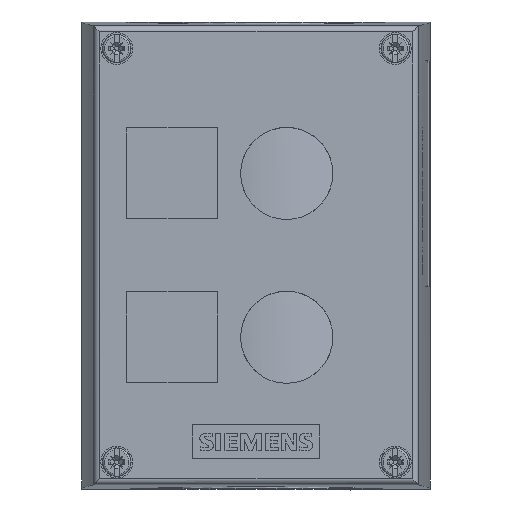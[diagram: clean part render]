
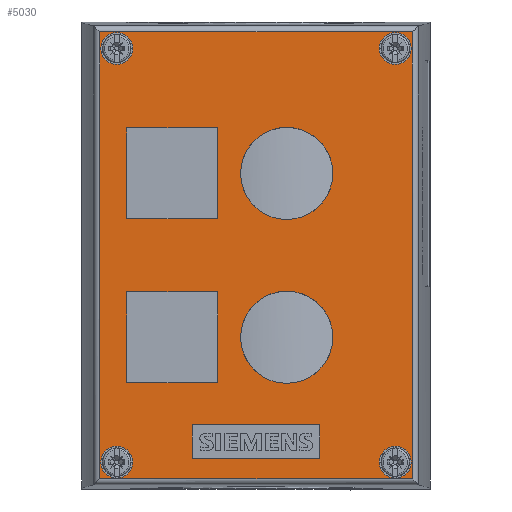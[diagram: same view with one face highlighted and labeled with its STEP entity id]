
A CAD part, top view. The second image highlights one B-rep face of the part: STEP entity #5030.
In plain terms, the highlighted planar face has unit normal (0, 0, 1).
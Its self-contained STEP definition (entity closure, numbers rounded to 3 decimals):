
#5030=ADVANCED_FACE('',(#11228,#11229,#11230,#11231,#11232,#11233,#11234,#11235,#11236,#11237),#11238,.T.);
#11228=FACE_OUTER_BOUND('',#18240,.T.);
#11229=FACE_BOUND('',#18241,.T.);
#11230=FACE_BOUND('',#18242,.T.);
#11231=FACE_BOUND('',#18243,.T.);
#11232=FACE_BOUND('',#18244,.T.);
#11233=FACE_BOUND('',#18245,.T.);
#11234=FACE_BOUND('',#18246,.T.);
#11235=FACE_BOUND('',#18247,.T.);
#11236=FACE_BOUND('',#18248,.T.);
#11237=FACE_BOUND('',#18249,.T.);
#11238=PLANE('',#18250);
#18240=EDGE_LOOP('',(#38946,#38947,#38948,#38949));
#18241=EDGE_LOOP('',(#38950,#38951));
#18242=EDGE_LOOP('',(#38952,#38953));
#18243=EDGE_LOOP('',(#38954,#38955));
#18244=EDGE_LOOP('',(#38956,#38957));
#18245=EDGE_LOOP('',(#38958,#38959,#38960,#38961));
#18246=EDGE_LOOP('',(#38962,#38963,#38964,#38965));
#18247=EDGE_LOOP('',(#38966,#38967,#38968,#38969));
#18248=EDGE_LOOP('',(#38970,#38971));
#18249=EDGE_LOOP('',(#38972,#38973));
#18250=AXIS2_PLACEMENT_3D('',#38974,#38975,#38976);
#38946=ORIENTED_EDGE('',*,*,#44050,.T.);
#38947=ORIENTED_EDGE('',*,*,#44039,.F.);
#38948=ORIENTED_EDGE('',*,*,#44053,.F.);
#38949=ORIENTED_EDGE('',*,*,#44054,.F.);
#38950=ORIENTED_EDGE('',*,*,#40221,.T.);
#38951=ORIENTED_EDGE('',*,*,#43583,.T.);
#38952=ORIENTED_EDGE('',*,*,#40216,.T.);
#38953=ORIENTED_EDGE('',*,*,#43587,.T.);
#38954=ORIENTED_EDGE('',*,*,#40211,.T.);
#38955=ORIENTED_EDGE('',*,*,#43591,.T.);
#38956=ORIENTED_EDGE('',*,*,#40206,.T.);
#38957=ORIENTED_EDGE('',*,*,#43595,.T.);
#38958=ORIENTED_EDGE('',*,*,#43976,.T.);
#38959=ORIENTED_EDGE('',*,*,#43985,.T.);
#38960=ORIENTED_EDGE('',*,*,#43982,.T.);
#38961=ORIENTED_EDGE('',*,*,#43979,.T.);
#38962=ORIENTED_EDGE('',*,*,#44007,.T.);
#38963=ORIENTED_EDGE('',*,*,#44015,.T.);
#38964=ORIENTED_EDGE('',*,*,#44013,.T.);
#38965=ORIENTED_EDGE('',*,*,#44010,.T.);
#38966=ORIENTED_EDGE('',*,*,#44024,.T.);
#38967=ORIENTED_EDGE('',*,*,#44032,.T.);
#38968=ORIENTED_EDGE('',*,*,#44030,.T.);
#38969=ORIENTED_EDGE('',*,*,#44027,.T.);
#38970=ORIENTED_EDGE('',*,*,#40201,.T.);
#38971=ORIENTED_EDGE('',*,*,#44034,.T.);
#38972=ORIENTED_EDGE('',*,*,#40196,.T.);
#38973=ORIENTED_EDGE('',*,*,#44036,.T.);
#38974=CARTESIAN_POINT('',(42.518,114.2,64.0));
#38975=DIRECTION('',(0.0,0.0,1.0));
#38976=DIRECTION('',(1.0,0.0,0.0));
#40196=EDGE_CURVE('',#44084,#44088,#44090,.T.);
#40201=EDGE_CURVE('',#44093,#44097,#44099,.T.);
#40206=EDGE_CURVE('',#44102,#44106,#44108,.T.);
#40211=EDGE_CURVE('',#44111,#44115,#44117,.T.);
#40216=EDGE_CURVE('',#44120,#44124,#44126,.T.);
#40221=EDGE_CURVE('',#44129,#44133,#44135,.T.);
#43583=EDGE_CURVE('',#44133,#44129,#48956,.T.);
#43587=EDGE_CURVE('',#44124,#44120,#48960,.T.);
#43591=EDGE_CURVE('',#44115,#44111,#48964,.T.);
#43595=EDGE_CURVE('',#44106,#44102,#48968,.T.);
#43976=EDGE_CURVE('',#49536,#49534,#49537,.T.);
#43979=EDGE_CURVE('',#49540,#49536,#49541,.T.);
#43982=EDGE_CURVE('',#49544,#49540,#49545,.T.);
#43985=EDGE_CURVE('',#49534,#49544,#49548,.T.);
#44007=EDGE_CURVE('',#49576,#49578,#49580,.T.);
#44010=EDGE_CURVE('',#49582,#49576,#49584,.T.);
#44013=EDGE_CURVE('',#49586,#49582,#49588,.T.);
#44015=EDGE_CURVE('',#49578,#49586,#49590,.T.);
#44024=EDGE_CURVE('',#49601,#49603,#49605,.T.);
#44027=EDGE_CURVE('',#49607,#49601,#49609,.T.);
#44030=EDGE_CURVE('',#49611,#49607,#49613,.T.);
#44032=EDGE_CURVE('',#49603,#49611,#49615,.T.);
#44034=EDGE_CURVE('',#44097,#44093,#49617,.T.);
#44036=EDGE_CURVE('',#44088,#44084,#49619,.T.);
#44039=EDGE_CURVE('',#49621,#49623,#49624,.T.);
#44050=EDGE_CURVE('',#49638,#49623,#49639,.T.);
#44053=EDGE_CURVE('',#49642,#49621,#49643,.T.);
#44054=EDGE_CURVE('',#49638,#49642,#49644,.T.);
#44084=VERTEX_POINT('',#49682);
#44088=VERTEX_POINT('',#49720);
#44090=CIRCLE('',#49723,11.25);
#44093=VERTEX_POINT('',#49726);
#44097=VERTEX_POINT('',#49764);
#44099=CIRCLE('',#49767,11.25);
#44102=VERTEX_POINT('',#49770);
#44106=VERTEX_POINT('',#49775);
#44108=CIRCLE('',#49778,3.9);
#44111=VERTEX_POINT('',#49781);
#44115=VERTEX_POINT('',#49786);
#44117=CIRCLE('',#49789,3.9);
#44120=VERTEX_POINT('',#49792);
#44124=VERTEX_POINT('',#49797);
#44126=CIRCLE('',#49800,3.9);
#44129=VERTEX_POINT('',#49803);
#44133=VERTEX_POINT('',#49808);
#44135=CIRCLE('',#49811,3.9);
#48956=CIRCLE('',#57486,3.9);
#48960=CIRCLE('',#57490,3.9);
#48964=CIRCLE('',#57494,3.9);
#48968=CIRCLE('',#57498,3.9);
#49534=VERTEX_POINT('',#58273);
#49536=VERTEX_POINT('',#58276);
#49537=LINE('',#58277,#58278);
#49540=VERTEX_POINT('',#58282);
#49541=LINE('',#58283,#58284);
#49544=VERTEX_POINT('',#58288);
#49545=LINE('',#58289,#58290);
#49548=LINE('',#58294,#58295);
#49576=VERTEX_POINT('',#58335);
#49578=VERTEX_POINT('',#58338);
#49580=LINE('',#58341,#58342);
#49582=VERTEX_POINT('',#58344);
#49584=LINE('',#58347,#58348);
#49586=VERTEX_POINT('',#58350);
#49588=LINE('',#58353,#58354);
#49590=LINE('',#58356,#58357);
#49601=VERTEX_POINT('',#58372);
#49603=VERTEX_POINT('',#58375);
#49605=LINE('',#58378,#58379);
#49607=VERTEX_POINT('',#58381);
#49609=LINE('',#58384,#58385);
#49611=VERTEX_POINT('',#58387);
#49613=LINE('',#58390,#58391);
#49615=LINE('',#58393,#58394);
#49617=CIRCLE('',#58396,11.25);
#49619=CIRCLE('',#58398,11.25);
#49621=VERTEX_POINT('',#58400);
#49623=VERTEX_POINT('',#58402);
#49624=LINE('',#58403,#58404);
#49638=VERTEX_POINT('',#58426);
#49639=LINE('',#58427,#58428);
#49642=VERTEX_POINT('',#58431);
#49643=LINE('',#58432,#58433);
#49644=LINE('',#58434,#58435);
#49682=CARTESIAN_POINT('',(61.268,37.2,64.0));
#49720=CARTESIAN_POINT('',(38.768,37.2,64.0));
#49723=AXIS2_PLACEMENT_3D('',#58478,#58479,#58480);
#49726=CARTESIAN_POINT('',(61.268,77.2,64.0));
#49764=CARTESIAN_POINT('',(38.768,77.2,64.0));
#49767=AXIS2_PLACEMENT_3D('',#58483,#58484,#58485);
#49770=CARTESIAN_POINT('',(12.418,6.7,64.0));
#49775=CARTESIAN_POINT('',(4.618,6.7,64.0));
#49778=AXIS2_PLACEMENT_3D('',#58491,#58492,#58493);
#49781=CARTESIAN_POINT('',(12.418,107.7,64.0));
#49786=CARTESIAN_POINT('',(4.618,107.7,64.0));
#49789=AXIS2_PLACEMENT_3D('',#58499,#58500,#58501);
#49792=CARTESIAN_POINT('',(80.418,6.7,64.0));
#49797=CARTESIAN_POINT('',(72.618,6.7,64.0));
#49800=AXIS2_PLACEMENT_3D('',#58507,#58508,#58509);
#49803=CARTESIAN_POINT('',(80.418,107.7,64.0));
#49808=CARTESIAN_POINT('',(72.618,107.7,64.0));
#49811=AXIS2_PLACEMENT_3D('',#58515,#58516,#58517);
#57486=AXIS2_PLACEMENT_3D('',#61135,#61136,#61137);
#57490=AXIS2_PLACEMENT_3D('',#61141,#61142,#61143);
#57494=AXIS2_PLACEMENT_3D('',#61147,#61148,#61149);
#57498=AXIS2_PLACEMENT_3D('',#61153,#61154,#61155);
#58273=CARTESIAN_POINT('',(58.068,7.55,64.0));
#58276=CARTESIAN_POINT('',(58.068,15.85,64.0));
#58277=CARTESIAN_POINT('',(58.068,62.95,64.0));
#58278=VECTOR('',#61573,1.0);
#58282=CARTESIAN_POINT('',(26.968,15.85,64.0));
#58283=CARTESIAN_POINT('',(42.518,15.85,64.0));
#58284=VECTOR('',#61575,1.0);
#58288=CARTESIAN_POINT('',(26.968,7.55,64.0));
#58289=CARTESIAN_POINT('',(26.968,62.95,64.0));
#58290=VECTOR('',#61577,1.0);
#58294=CARTESIAN_POINT('',(42.518,7.55,64.0));
#58295=VECTOR('',#61579,1.0);
#58335=CARTESIAN_POINT('',(10.918,48.3,64.0));
#58338=CARTESIAN_POINT('',(33.118,48.3,64.0));
#58341=CARTESIAN_POINT('',(32.268,48.3,64.0));
#58342=VECTOR('',#61594,1.0);
#58344=CARTESIAN_POINT('',(10.918,26.1,64.0));
#58347=CARTESIAN_POINT('',(10.918,75.7,64.0));
#58348=VECTOR('',#61596,1.0);
#58350=CARTESIAN_POINT('',(33.118,26.1,64.0));
#58353=CARTESIAN_POINT('',(32.268,26.1,64.0));
#58354=VECTOR('',#61598,1.0);
#58356=CARTESIAN_POINT('',(33.118,75.7,64.0));
#58357=VECTOR('',#61599,1.0);
#58372=CARTESIAN_POINT('',(10.918,88.3,64.0));
#58375=CARTESIAN_POINT('',(33.118,88.3,64.0));
#58378=CARTESIAN_POINT('',(32.268,88.3,64.0));
#58379=VECTOR('',#61606,1.0);
#58381=CARTESIAN_POINT('',(10.918,66.1,64.0));
#58384=CARTESIAN_POINT('',(10.918,95.7,64.0));
#58385=VECTOR('',#61608,1.0);
#58387=CARTESIAN_POINT('',(33.118,66.1,64.0));
#58390=CARTESIAN_POINT('',(32.268,66.1,64.0));
#58391=VECTOR('',#61610,1.0);
#58393=CARTESIAN_POINT('',(33.118,95.7,64.0));
#58394=VECTOR('',#61611,1.0);
#58396=AXIS2_PLACEMENT_3D('',#61612,#61613,#61614);
#58398=AXIS2_PLACEMENT_3D('',#61615,#61616,#61617);
#58400=CARTESIAN_POINT('',(80.694,2.656,64.0));
#58402=CARTESIAN_POINT('',(4.341,2.656,64.0));
#58403=CARTESIAN_POINT('',(42.518,2.656,64.0));
#58404=VECTOR('',#61621,1.0);
#58426=CARTESIAN_POINT('',(4.341,111.744,64.0));
#58427=CARTESIAN_POINT('',(4.341,114.2,64.0));
#58428=VECTOR('',#61630,1.0);
#58431=CARTESIAN_POINT('',(80.694,111.744,64.0));
#58432=CARTESIAN_POINT('',(80.694,114.2,64.0));
#58433=VECTOR('',#61634,1.0);
#58434=CARTESIAN_POINT('',(42.518,111.744,64.0));
#58435=VECTOR('',#61635,1.0);
#58478=CARTESIAN_POINT('',(50.018,37.2,64.0));
#58479=DIRECTION('',(0.0,0.0,-1.0));
#58480=DIRECTION('',(1.0,0.0,0.0));
#58483=CARTESIAN_POINT('',(50.018,77.2,64.0));
#58484=DIRECTION('',(0.0,0.0,-1.0));
#58485=DIRECTION('',(1.0,0.0,0.0));
#58491=CARTESIAN_POINT('',(8.518,6.7,64.0));
#58492=DIRECTION('',(0.0,0.0,-1.0));
#58493=DIRECTION('',(1.0,0.0,0.0));
#58499=CARTESIAN_POINT('',(8.518,107.7,64.0));
#58500=DIRECTION('',(0.0,0.0,-1.0));
#58501=DIRECTION('',(1.0,0.0,0.0));
#58507=CARTESIAN_POINT('',(76.518,6.7,64.0));
#58508=DIRECTION('',(0.0,0.0,-1.0));
#58509=DIRECTION('',(1.0,0.0,0.0));
#58515=CARTESIAN_POINT('',(76.518,107.7,64.0));
#58516=DIRECTION('',(0.0,0.0,-1.0));
#58517=DIRECTION('',(1.0,0.0,0.0));
#61135=CARTESIAN_POINT('',(76.518,107.7,64.0));
#61136=DIRECTION('',(0.0,0.0,-1.0));
#61137=DIRECTION('',(1.0,0.0,0.0));
#61141=CARTESIAN_POINT('',(76.518,6.7,64.0));
#61142=DIRECTION('',(0.0,0.0,-1.0));
#61143=DIRECTION('',(1.0,0.0,0.0));
#61147=CARTESIAN_POINT('',(8.518,107.7,64.0));
#61148=DIRECTION('',(0.0,0.0,-1.0));
#61149=DIRECTION('',(1.0,0.0,0.0));
#61153=CARTESIAN_POINT('',(8.518,6.7,64.0));
#61154=DIRECTION('',(0.0,0.0,-1.0));
#61155=DIRECTION('',(1.0,0.0,0.0));
#61573=DIRECTION('',(0.0,-1.0,0.0));
#61575=DIRECTION('',(1.0,0.0,0.0));
#61577=DIRECTION('',(0.0,1.0,0.0));
#61579=DIRECTION('',(-1.0,0.0,0.0));
#61594=DIRECTION('',(1.0,0.0,0.0));
#61596=DIRECTION('',(0.0,1.0,0.0));
#61598=DIRECTION('',(-1.0,0.0,0.0));
#61599=DIRECTION('',(0.0,-1.0,0.0));
#61606=DIRECTION('',(1.0,0.0,0.0));
#61608=DIRECTION('',(0.0,1.0,0.0));
#61610=DIRECTION('',(-1.0,0.0,0.0));
#61611=DIRECTION('',(0.0,-1.0,0.0));
#61612=CARTESIAN_POINT('',(50.018,77.2,64.0));
#61613=DIRECTION('',(0.0,0.0,-1.0));
#61614=DIRECTION('',(1.0,0.0,0.0));
#61615=CARTESIAN_POINT('',(50.018,37.2,64.0));
#61616=DIRECTION('',(0.0,0.0,-1.0));
#61617=DIRECTION('',(1.0,0.0,0.0));
#61621=DIRECTION('',(-1.0,0.0,0.0));
#61630=DIRECTION('',(0.0,-1.0,0.0));
#61634=DIRECTION('',(0.0,-1.0,0.0));
#61635=DIRECTION('',(1.0,0.0,0.0));
